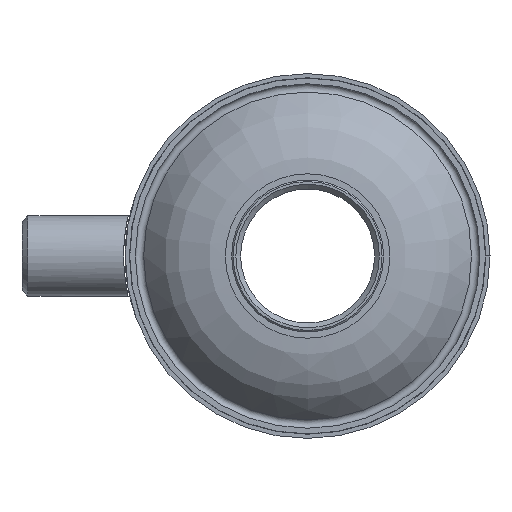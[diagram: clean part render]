
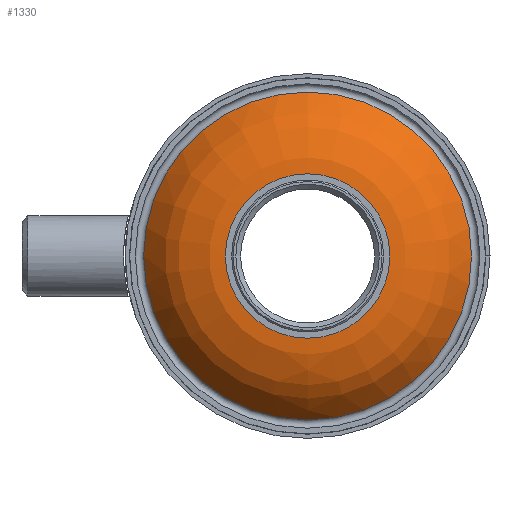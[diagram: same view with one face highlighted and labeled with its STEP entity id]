
A CAD part, left-side view. The second image highlights one B-rep face of the part: STEP entity #1330.
In plain terms, the highlighted toroidal (fillet/blend) face has major radius 27.5 mm and minor radius 31.793 mm.
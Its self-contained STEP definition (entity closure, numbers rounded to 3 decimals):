
#2 = AXIS2_PLACEMENT_3D ( 'NONE', #169, #783, #1225 ) ;
#24 = CIRCLE ( 'NONE', #469, 27.5 ) ;
#71 = CARTESIAN_POINT ( 'NONE',  ( -89.145, 0.188, -27.5 ) ) ;
#151 = EDGE_LOOP ( 'NONE', ( #1704 ) ) ;
#169 = CARTESIAN_POINT ( 'NONE',  ( -73.627, 0.188, 0. ) ) ;
#284 = CARTESIAN_POINT ( 'NONE',  ( -73.627, 0.188, -54.811 ) ) ;
#469 = AXIS2_PLACEMENT_3D ( 'NONE', #675, #977, #1589 ) ;
#591 = VERTEX_POINT ( 'NONE', #284 ) ;
#675 = CARTESIAN_POINT ( 'NONE',  ( -89.145, 0.188, 0. ) ) ;
#728 = EDGE_LOOP ( 'NONE', ( #1768 ) ) ;
#783 = DIRECTION ( 'NONE',  ( -1., 0., 0. ) ) ;
#977 = DIRECTION ( 'NONE',  ( -1., 0., 0. ) ) ;
#996 = VERTEX_POINT ( 'NONE', #71 ) ;
#1007 = EDGE_CURVE ( 'NONE', #996, #996, #24, .T. ) ;
#1018 = DIRECTION ( 'NONE',  ( 0., 0., -1. ) ) ;
#1028 = FACE_OUTER_BOUND ( 'NONE', #728, .T. ) ;
#1225 = DIRECTION ( 'NONE',  ( 0., 0., -1. ) ) ;
#1330 = ADVANCED_FACE ( 'NONE', ( #1028, #1640 ), #1852, .T. ) ;
#1331 = DIRECTION ( 'NONE',  ( -1., 0., 0. ) ) ;
#1466 = CARTESIAN_POINT ( 'NONE',  ( -57.352, 0.188, 0. ) ) ;
#1563 = CIRCLE ( 'NONE', #2, 54.811 ) ;
#1589 = DIRECTION ( 'NONE',  ( 0., 0., -1. ) ) ;
#1628 = AXIS2_PLACEMENT_3D ( 'NONE', #1466, #1331, #1018 ) ;
#1640 = FACE_OUTER_BOUND ( 'NONE', #151, .T. ) ;
#1704 = ORIENTED_EDGE ( 'NONE', *, *, #1007, .F. ) ;
#1768 = ORIENTED_EDGE ( 'NONE', *, *, #1839, .T. ) ;
#1839 = EDGE_CURVE ( 'NONE', #591, #591, #1563, .T. ) ;
#1852 = TOROIDAL_SURFACE ( 'NONE', #1628, 27.5, 31.793 ) ;
